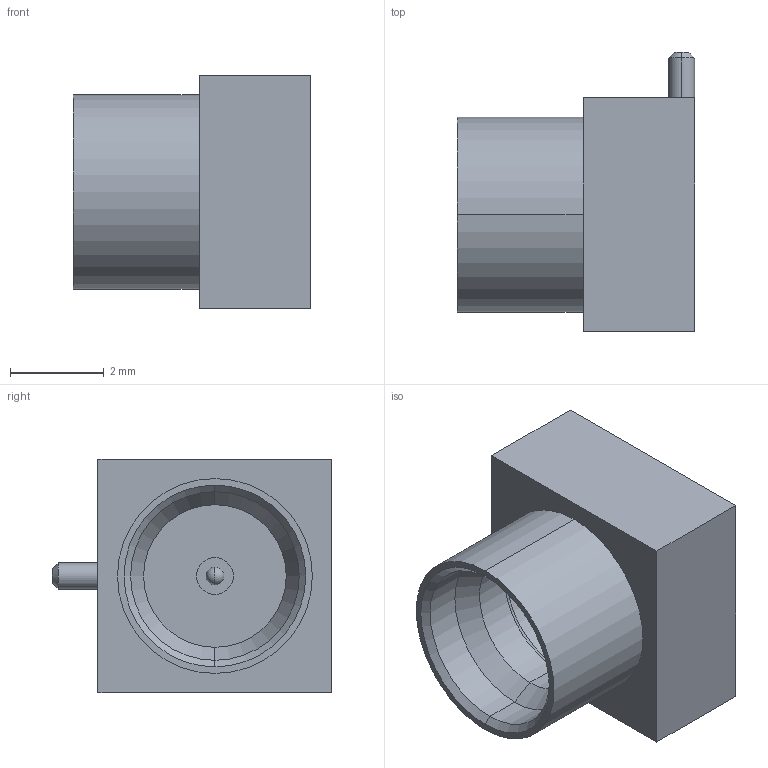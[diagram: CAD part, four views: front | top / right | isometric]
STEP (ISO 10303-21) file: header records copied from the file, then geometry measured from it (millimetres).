
FILE_DESCRIPTION (( 'STEP AP214' ), '1' );
FILE_NAME ('SC5346_3D.step', '2026-02-26T16:10:11', ( '' ), ( '' ), 'SwSTEP 2.0', 'SolidWorks 2025', '' );
FILE_SCHEMA (( 'AUTOMOTIVE_DESIGN' ));
Length unit declared in the file: inch
Products named in the file (1): SC5346_3D
Bounding box: 5.08 x 5.98 x 5 mm (x, y, z)
Volume: 69.4 mm3; surface area: 181.8 mm2
Topology: 1 solids, 1 shells, 81 faces, 200 edges, 122 vertices
Faces by surface type: plane 39, cylinder 31, cone 8, sphere 2, torus 1
Entity records: 2367 total; most frequent: DIRECTION 434, CARTESIAN_POINT 396, ORIENTED_EDGE 388, EDGE_CURVE 194, AXIS2_PLACEMENT_3D 158, VERTEX_POINT 120, LINE 118, VECTOR 118
